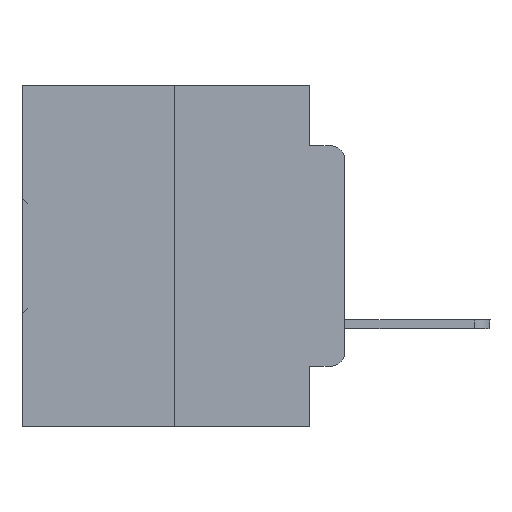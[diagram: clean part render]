
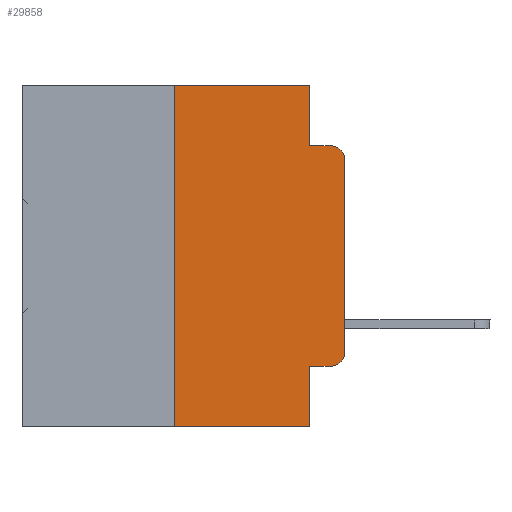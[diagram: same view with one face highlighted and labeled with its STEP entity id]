
A CAD part, left-side view. The second image highlights one B-rep face of the part: STEP entity #29858.
In plain terms, the highlighted planar face has unit normal (-1, 0, 0).
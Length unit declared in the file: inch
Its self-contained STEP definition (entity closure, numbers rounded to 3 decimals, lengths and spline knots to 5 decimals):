
#290 = VERTEX_POINT ( 'NONE', #14154 ) ;
#576 = VECTOR ( 'NONE', #9987, 39.37008 ) ;
#774 = DIRECTION ( 'NONE',  ( 0., 0., 1. ) ) ;
#924 = VECTOR ( 'NONE', #22271, 39.37008 ) ;
#1558 = VERTEX_POINT ( 'NONE', #23118 ) ;
#2182 = DIRECTION ( 'NONE',  ( -1., 0., 0. ) ) ;
#2197 = VECTOR ( 'NONE', #31600, 39.37008 ) ;
#2661 = EDGE_LOOP ( 'NONE', ( #24048, #5775, #10193, #27976, #13461, #8356, #7516, #13070, #15963, #19367 ) ) ;
#3433 = CARTESIAN_POINT ( 'NONE',  ( 0., 0., 0. ) ) ;
#3890 = DIRECTION ( 'NONE',  ( 0., -1., 0. ) ) ;
#4885 = CARTESIAN_POINT ( 'NONE',  ( 0., 0.051, 0. ) ) ;
#4925 = VECTOR ( 'NONE', #774, 39.37008 ) ;
#5775 = ORIENTED_EDGE ( 'NONE', *, *, #19541, .T. ) ;
#5942 = VERTEX_POINT ( 'NONE', #10222 ) ;
#6170 = EDGE_CURVE ( 'NONE', #28884, #7895, #24192, .T. ) ;
#7516 = ORIENTED_EDGE ( 'NONE', *, *, #9428, .T. ) ;
#7895 = VERTEX_POINT ( 'NONE', #14428 ) ;
#8209 = DIRECTION ( 'NONE',  ( 0., -1., 0. ) ) ;
#8356 = ORIENTED_EDGE ( 'NONE', *, *, #26568, .F. ) ;
#8432 = CARTESIAN_POINT ( 'NONE',  ( 0., 0.02, -0.3915 ) ) ;
#8564 = LINE ( 'NONE', #27699, #13463 ) ;
#9050 = VERTEX_POINT ( 'NONE', #19200 ) ;
#9265 = EDGE_CURVE ( 'NONE', #290, #16836, #18651, .T. ) ;
#9395 = EDGE_CURVE ( 'NONE', #23667, #9050, #8564, .T. ) ;
#9428 = EDGE_CURVE ( 'NONE', #27709, #16836, #30534, .T. ) ;
#9987 = DIRECTION ( 'NONE',  ( 0., 0., -1. ) ) ;
#10019 = DIRECTION ( 'NONE',  ( 1., 0., 0. ) ) ;
#10036 = CIRCLE ( 'NONE', #31502, 0.02 ) ;
#10193 = ORIENTED_EDGE ( 'NONE', *, *, #9395, .F. ) ;
#10222 = CARTESIAN_POINT ( 'NONE',  ( 0., 0.02, -0.4115 ) ) ;
#10294 = CARTESIAN_POINT ( 'NONE',  ( 0., 0.25, -0.5 ) ) ;
#10464 = CARTESIAN_POINT ( 'NONE',  ( 0., 0.25, 0. ) ) ;
#11035 = CARTESIAN_POINT ( 'NONE',  ( 0., 0.473, -0.5 ) ) ;
#11662 = LINE ( 'NONE', #28145, #11698 ) ;
#11698 = VECTOR ( 'NONE', #3890, 39.37008 ) ;
#13070 = ORIENTED_EDGE ( 'NONE', *, *, #9265, .F. ) ;
#13106 = VECTOR ( 'NONE', #26912, 39.37008 ) ;
#13461 = ORIENTED_EDGE ( 'NONE', *, *, #29340, .F. ) ;
#13463 = VECTOR ( 'NONE', #8209, 39.37008 ) ;
#13569 = DIRECTION ( 'NONE',  ( -1., 0., 0. ) ) ;
#13705 = DIRECTION ( 'NONE',  ( 0., -1., 0. ) ) ;
#14110 = DIRECTION ( 'NONE',  ( 0., 0., -1. ) ) ;
#14154 = CARTESIAN_POINT ( 'NONE',  ( 0., 0.051, -0.4115 ) ) ;
#14319 = LINE ( 'NONE', #30790, #924 ) ;
#14428 = CARTESIAN_POINT ( 'NONE',  ( 0., 0., -0.1085 ) ) ;
#15045 = CIRCLE ( 'NONE', #15582, 0.02 ) ;
#15308 = CARTESIAN_POINT ( 'NONE',  ( 0., 0.051, 0. ) ) ;
#15507 = PLANE ( 'NONE',  #21913 ) ;
#15582 = AXIS2_PLACEMENT_3D ( 'NONE', #26422, #2182, #23774 ) ;
#15775 = CARTESIAN_POINT ( 'NONE',  ( 0., 0.25, 0. ) ) ;
#15845 = FACE_OUTER_BOUND ( 'NONE', #2661, .T. ) ;
#15963 = ORIENTED_EDGE ( 'NONE', *, *, #28516, .T. ) ;
#16836 = VERTEX_POINT ( 'NONE', #26959 ) ;
#18316 = CARTESIAN_POINT ( 'NONE',  ( 0., 0.051, -0.0885 ) ) ;
#18651 = LINE ( 'NONE', #4885, #2197 ) ;
#19200 = CARTESIAN_POINT ( 'NONE',  ( 0., 0.02, -0.0885 ) ) ;
#19367 = ORIENTED_EDGE ( 'NONE', *, *, #29549, .T. ) ;
#19541 = EDGE_CURVE ( 'NONE', #7895, #9050, #15045, .T. ) ;
#21913 = AXIS2_PLACEMENT_3D ( 'NONE', #26133, #10019, #26655 ) ;
#22045 = CARTESIAN_POINT ( 'NONE',  ( 0., 0., -0.3915 ) ) ;
#22271 = DIRECTION ( 'NONE',  ( 0., -1., 0. ) ) ;
#23118 = CARTESIAN_POINT ( 'NONE',  ( 0., 0.051, 0. ) ) ;
#23667 = VERTEX_POINT ( 'NONE', #18316 ) ;
#23774 = DIRECTION ( 'NONE',  ( 0., 0., -1. ) ) ;
#24048 = ORIENTED_EDGE ( 'NONE', *, *, #6170, .T. ) ;
#24192 = LINE ( 'NONE', #3433, #4925 ) ;
#26133 = CARTESIAN_POINT ( 'NONE',  ( 0., 0.473, 0. ) ) ;
#26422 = CARTESIAN_POINT ( 'NONE',  ( 0., 0.02, -0.1085 ) ) ;
#26568 = EDGE_CURVE ( 'NONE', #27709, #27898, #26744, .T. ) ;
#26619 = LINE ( 'NONE', #15308, #576 ) ;
#26655 = DIRECTION ( 'NONE',  ( 0., 0., -1. ) ) ;
#26744 = LINE ( 'NONE', #15775, #13106 ) ;
#26912 = DIRECTION ( 'NONE',  ( 0., 0., 1. ) ) ;
#26959 = CARTESIAN_POINT ( 'NONE',  ( 0., 0.051, -0.5 ) ) ;
#27699 = CARTESIAN_POINT ( 'NONE',  ( 0., 0.051, -0.0885 ) ) ;
#27709 = VERTEX_POINT ( 'NONE', #10294 ) ;
#27898 = VERTEX_POINT ( 'NONE', #10464 ) ;
#27976 = ORIENTED_EDGE ( 'NONE', *, *, #33978, .F. ) ;
#28145 = CARTESIAN_POINT ( 'NONE',  ( 0., 0.473, 0. ) ) ;
#28516 = EDGE_CURVE ( 'NONE', #290, #5942, #14319, .T. ) ;
#28884 = VERTEX_POINT ( 'NONE', #22045 ) ;
#29340 = EDGE_CURVE ( 'NONE', #27898, #1558, #11662, .T. ) ;
#29549 = EDGE_CURVE ( 'NONE', #5942, #28884, #10036, .T. ) ;
#29858 = ADVANCED_FACE ( 'NONE', ( #15845 ), #15507, .F. ) ;
#30468 = VECTOR ( 'NONE', #13705, 39.37008 ) ;
#30534 = LINE ( 'NONE', #11035, #30468 ) ;
#30790 = CARTESIAN_POINT ( 'NONE',  ( 0., 0.051, -0.4115 ) ) ;
#31502 = AXIS2_PLACEMENT_3D ( 'NONE', #8432, #13569, #14110 ) ;
#31600 = DIRECTION ( 'NONE',  ( 0., 0., -1. ) ) ;
#33978 = EDGE_CURVE ( 'NONE', #1558, #23667, #26619, .T. ) ;
